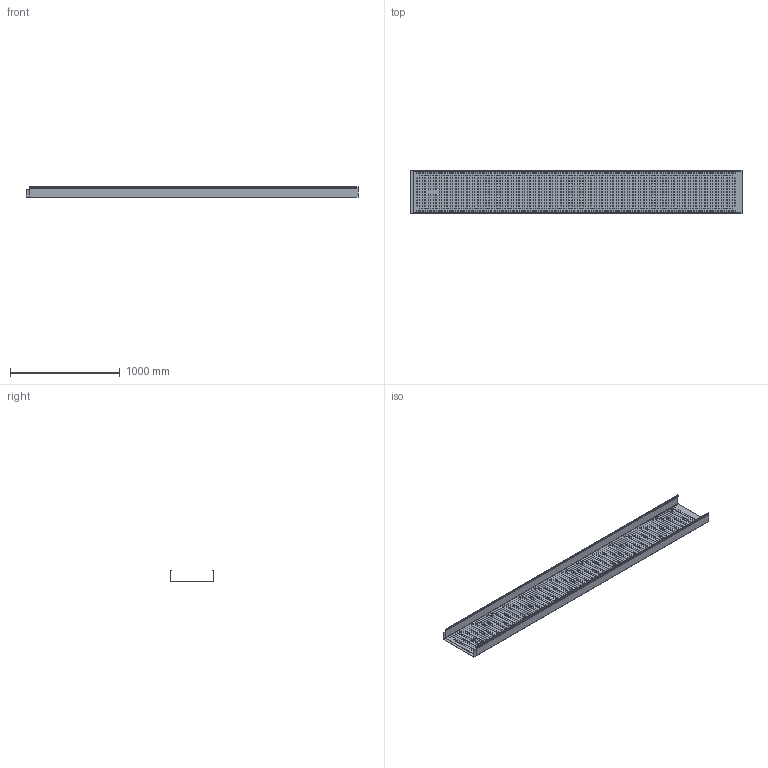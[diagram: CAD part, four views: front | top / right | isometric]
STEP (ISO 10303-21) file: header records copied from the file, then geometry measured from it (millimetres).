
FILE_DESCRIPTION(/* description */ (''),/* implementation_level */ '2;1');
FILE_NAME(/* name */ '480092.stp',/* time_stamp */ '2023-12-19T13:43:48+01:00',/* author */ ('bonnaudn'),/* organization */ (''),/* preprocessor_version */ 'ST-DEVELOPER v19.2',/* originating_system */ 'AutoCAD Mechanical',/* authorisation */ '');
FILE_SCHEMA (('AUTOMOTIVE_DESIGN { 1 0 10303 214 3 1 1 }'));
Products named in the file (1): Product
Bounding box: 3030 x 400 x 100.3 mm (x, y, z)
Volume: 1700708.9 mm3; surface area: 4104330.5 mm2
Topology: 1 solids, 1798 shells, 1919 faces, 7527 edges, 7407 vertices
Faces by surface type: plane 1857, cylinder 50, torus 6, cone 4, bspline 2
Entity records: 84795 total; most frequent: CARTESIAN_POINT 16870, DIRECTION 15070, ORIENTED_EDGE 7835, EDGE_CURVE 7527, VERTEX_POINT 7407, AXIS2_PLACEMENT_3D 5625, LINE 3820, VECTOR 3820
